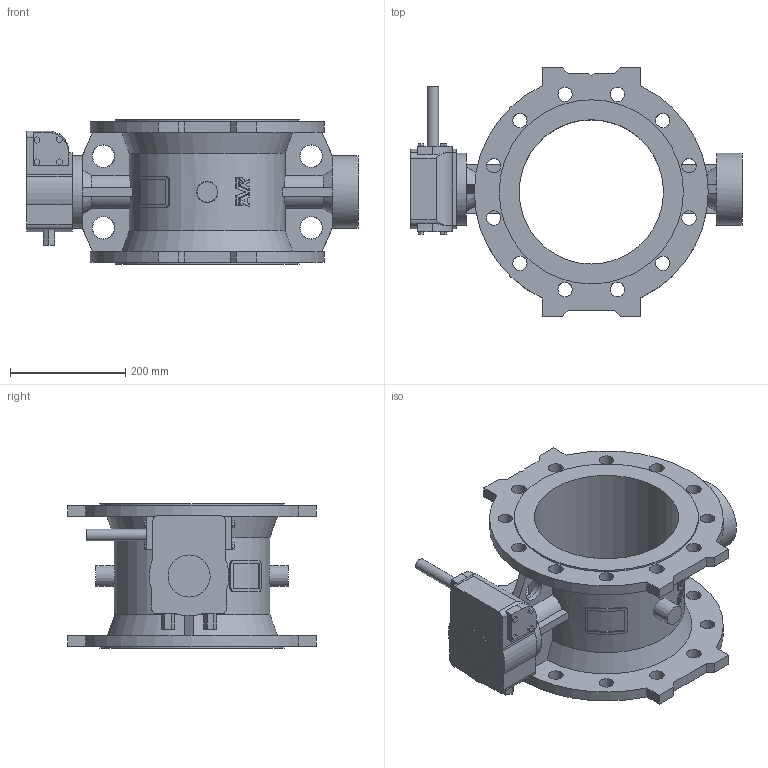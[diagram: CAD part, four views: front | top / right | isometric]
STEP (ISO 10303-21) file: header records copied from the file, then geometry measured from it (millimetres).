
FILE_DESCRIPTION (( 'STEP AP203' ), '1' );
FILE_NAME ('O_756_106_DN250_0XX_AA0_step.step', '2016-03-09T09:14:43', ( 'Windows User' ), ( 'AVK' ), 'SwSTEP 2.0', 'SolidWorks 2012', '' );
FILE_SCHEMA (( 'CONFIG_CONTROL_DESIGN' ));
Length unit declared in the file: millimetre
Products named in the file (1): O_756_106_DN250_0XX_AA0_step
Bounding box: 575 x 430 x 250 mm (x, y, z)
Volume: 8711941 mm3; surface area: 964964.2 mm2
Topology: 1 solids, 1 shells, 419 faces, 1183 edges, 795 vertices
Faces by surface type: plane 244, bspline 86, cylinder 67, cone 22
Full cylindrical faces by diameter (mm): 20 x1, 25 x24, 73 x1, 125 x2, 250 x1, 319 x2
Entity records: 17559 total; most frequent: CARTESIAN_POINT 7500, ORIENTED_EDGE 2222, DIRECTION 1671, EDGE_CURVE 1111, VERTEX_POINT 764, LINE 671, VECTOR 671, EDGE_LOOP 547
